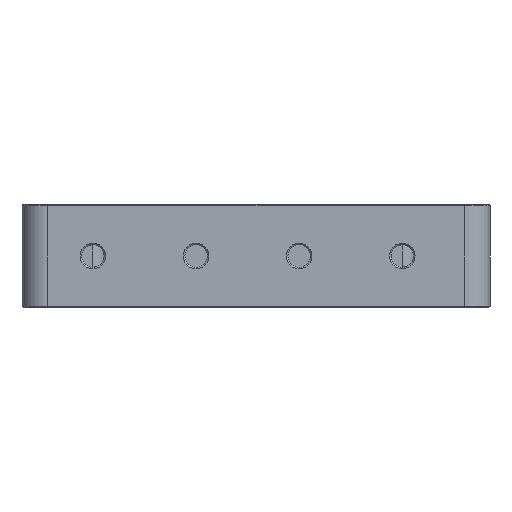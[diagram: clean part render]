
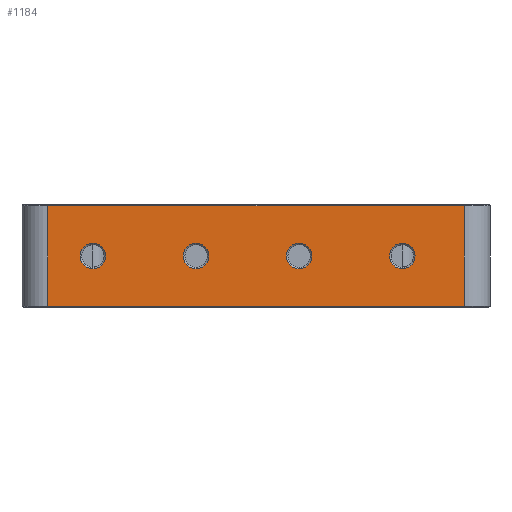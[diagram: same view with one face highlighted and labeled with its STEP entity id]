
A CAD part, front view. The second image highlights one B-rep face of the part: STEP entity #1184.
In plain terms, the highlighted planar face has unit normal (0, -1, 0).
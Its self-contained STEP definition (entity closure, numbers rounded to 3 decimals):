
#2 = CIRCLE ( 'NONE', #3443, 2.475 ) ;
#20 = VERTEX_POINT ( 'NONE', #5189 ) ;
#151 = ORIENTED_EDGE ( 'NONE', *, *, #2012, .T. ) ;
#240 = CARTESIAN_POINT ( 'NONE',  ( 40.375, -42.55, 19.9 ) ) ;
#355 = VERTEX_POINT ( 'NONE', #1865 ) ;
#404 = VECTOR ( 'NONE', #5272, 1000. ) ;
#419 = EDGE_LOOP ( 'NONE', ( #2076, #151 ) ) ;
#491 = CIRCLE ( 'NONE', #729, 2.475 ) ;
#633 = VERTEX_POINT ( 'NONE', #4687 ) ;
#645 = CIRCLE ( 'NONE', #3842, 2.475 ) ;
#670 = CIRCLE ( 'NONE', #2852, 2.475 ) ;
#699 = VERTEX_POINT ( 'NONE', #2237 ) ;
#714 = CARTESIAN_POINT ( 'NONE',  ( 8.375, -42.55, 9.95 ) ) ;
#729 = AXIS2_PLACEMENT_3D ( 'NONE', #2270, #3947, #3889 ) ;
#733 = CARTESIAN_POINT ( 'NONE',  ( -11.625, -42.55, 9.95 ) ) ;
#781 = CIRCLE ( 'NONE', #3031, 2.475 ) ;
#1033 = ORIENTED_EDGE ( 'NONE', *, *, #4444, .T. ) ;
#1050 = EDGE_LOOP ( 'NONE', ( #2567, #1463 ) ) ;
#1068 = DIRECTION ( 'NONE',  ( 1., 0., 0. ) ) ;
#1072 = FACE_BOUND ( 'NONE', #419, .T. ) ;
#1103 = EDGE_LOOP ( 'NONE', ( #2410, #3301 ) ) ;
#1184 = ADVANCED_FACE ( 'NONE', ( #3885, #1072, #4439, #3560, #2312 ), #1757, .F. ) ;
#1192 = DIRECTION ( 'NONE',  ( 0., 0., 1. ) ) ;
#1233 = DIRECTION ( 'NONE',  ( 0., 1., 0. ) ) ;
#1265 = EDGE_CURVE ( 'NONE', #3306, #2661, #491, .T. ) ;
#1293 = AXIS2_PLACEMENT_3D ( 'NONE', #4698, #4713, #2569 ) ;
#1317 = EDGE_CURVE ( 'NONE', #2661, #3306, #5403, .T. ) ;
#1404 = LINE ( 'NONE', #240, #4377 ) ;
#1417 = VERTEX_POINT ( 'NONE', #5250 ) ;
#1445 = CARTESIAN_POINT ( 'NONE',  ( -45.375, -42.55, 0.2 ) ) ;
#1463 = ORIENTED_EDGE ( 'NONE', *, *, #1317, .T. ) ;
#1757 = PLANE ( 'NONE',  #1293 ) ;
#1772 = ORIENTED_EDGE ( 'NONE', *, *, #4918, .T. ) ;
#1781 = VECTOR ( 'NONE', #1068, 1000. ) ;
#1790 = CARTESIAN_POINT ( 'NONE',  ( -40.375, -42.55, 19.7 ) ) ;
#1810 = CARTESIAN_POINT ( 'NONE',  ( 8.375, -42.55, 9.95 ) ) ;
#1865 = CARTESIAN_POINT ( 'NONE',  ( -40.375, -42.55, 19.7 ) ) ;
#2012 = EDGE_CURVE ( 'NONE', #4887, #699, #670, .T. ) ;
#2018 = DIRECTION ( 'NONE',  ( 0., 1., 0. ) ) ;
#2067 = ORIENTED_EDGE ( 'NONE', *, *, #3146, .T. ) ;
#2076 = ORIENTED_EDGE ( 'NONE', *, *, #4549, .T. ) ;
#2237 = CARTESIAN_POINT ( 'NONE',  ( 8.375, -42.55, 7.475 ) ) ;
#2270 = CARTESIAN_POINT ( 'NONE',  ( 28.375, -42.55, 9.95 ) ) ;
#2312 = FACE_OUTER_BOUND ( 'NONE', #4263, .T. ) ;
#2386 = ORIENTED_EDGE ( 'NONE', *, *, #4057, .T. ) ;
#2410 = ORIENTED_EDGE ( 'NONE', *, *, #4804, .T. ) ;
#2417 = DIRECTION ( 'NONE',  ( 0., 0., 1. ) ) ;
#2470 = CARTESIAN_POINT ( 'NONE',  ( 8.375, -42.55, 12.425 ) ) ;
#2475 = CIRCLE ( 'NONE', #3092, 2.475 ) ;
#2544 = VECTOR ( 'NONE', #4745, 1000. ) ;
#2567 = ORIENTED_EDGE ( 'NONE', *, *, #1265, .T. ) ;
#2569 = DIRECTION ( 'NONE',  ( 0., 0., 1. ) ) ;
#2661 = VERTEX_POINT ( 'NONE', #5024 ) ;
#2767 = LINE ( 'NONE', #4011, #404 ) ;
#2802 = ORIENTED_EDGE ( 'NONE', *, *, #4712, .T. ) ;
#2852 = AXIS2_PLACEMENT_3D ( 'NONE', #1810, #4388, #3556 ) ;
#2957 = DIRECTION ( 'NONE',  ( 0., 0., 1. ) ) ;
#3031 = AXIS2_PLACEMENT_3D ( 'NONE', #3290, #2018, #3243 ) ;
#3092 = AXIS2_PLACEMENT_3D ( 'NONE', #4258, #4670, #2957 ) ;
#3146 = EDGE_CURVE ( 'NONE', #3352, #20, #5146, .T. ) ;
#3156 = VERTEX_POINT ( 'NONE', #3554 ) ;
#3243 = DIRECTION ( 'NONE',  ( 0., 0., 1. ) ) ;
#3267 = LINE ( 'NONE', #1790, #2544 ) ;
#3290 = CARTESIAN_POINT ( 'NONE',  ( -31.625, -42.55, 9.95 ) ) ;
#3301 = ORIENTED_EDGE ( 'NONE', *, *, #5133, .T. ) ;
#3306 = VERTEX_POINT ( 'NONE', #4040 ) ;
#3352 = VERTEX_POINT ( 'NONE', #4156 ) ;
#3390 = VERTEX_POINT ( 'NONE', #3946 ) ;
#3443 = AXIS2_PLACEMENT_3D ( 'NONE', #714, #4102, #4939 ) ;
#3554 = CARTESIAN_POINT ( 'NONE',  ( -31.625, -42.55, 7.475 ) ) ;
#3556 = DIRECTION ( 'NONE',  ( 0., 0., 1. ) ) ;
#3560 = FACE_BOUND ( 'NONE', #4065, .T. ) ;
#3636 = AXIS2_PLACEMENT_3D ( 'NONE', #733, #4526, #2417 ) ;
#3702 = CARTESIAN_POINT ( 'NONE',  ( -31.625, -42.55, 9.95 ) ) ;
#3842 = AXIS2_PLACEMENT_3D ( 'NONE', #3702, #1233, #1192 ) ;
#3849 = CARTESIAN_POINT ( 'NONE',  ( 40.375, -42.55, 19.7 ) ) ;
#3885 = FACE_BOUND ( 'NONE', #1050, .T. ) ;
#3889 = DIRECTION ( 'NONE',  ( 0., 0., 1. ) ) ;
#3922 = VERTEX_POINT ( 'NONE', #3849 ) ;
#3946 = CARTESIAN_POINT ( 'NONE',  ( -11.625, -42.55, 7.475 ) ) ;
#3947 = DIRECTION ( 'NONE',  ( 0., 1., 0. ) ) ;
#4011 = CARTESIAN_POINT ( 'NONE',  ( -40.375, -42.55, 19.9 ) ) ;
#4040 = CARTESIAN_POINT ( 'NONE',  ( 28.375, -42.55, 7.475 ) ) ;
#4057 = EDGE_CURVE ( 'NONE', #355, #3352, #2767, .T. ) ;
#4065 = EDGE_LOOP ( 'NONE', ( #1772, #1033 ) ) ;
#4102 = DIRECTION ( 'NONE',  ( 0., 1., 0. ) ) ;
#4156 = CARTESIAN_POINT ( 'NONE',  ( -40.375, -42.55, 0.2 ) ) ;
#4258 = CARTESIAN_POINT ( 'NONE',  ( -11.625, -42.55, 9.95 ) ) ;
#4263 = EDGE_LOOP ( 'NONE', ( #2386, #2067, #4889, #2802 ) ) ;
#4377 = VECTOR ( 'NONE', #4440, 1000. ) ;
#4388 = DIRECTION ( 'NONE',  ( 0., 1., 0. ) ) ;
#4406 = AXIS2_PLACEMENT_3D ( 'NONE', #4729, #4780, #4798 ) ;
#4439 = FACE_BOUND ( 'NONE', #1103, .T. ) ;
#4440 = DIRECTION ( 'NONE',  ( 0., 0., 1. ) ) ;
#4444 = EDGE_CURVE ( 'NONE', #1417, #3156, #781, .T. ) ;
#4526 = DIRECTION ( 'NONE',  ( 0., 1., 0. ) ) ;
#4549 = EDGE_CURVE ( 'NONE', #699, #4887, #2, .T. ) ;
#4670 = DIRECTION ( 'NONE',  ( 0., 1., 0. ) ) ;
#4687 = CARTESIAN_POINT ( 'NONE',  ( -11.625, -42.55, 12.425 ) ) ;
#4698 = CARTESIAN_POINT ( 'NONE',  ( -45.375, -42.55, 19.9 ) ) ;
#4712 = EDGE_CURVE ( 'NONE', #3922, #355, #3267, .T. ) ;
#4713 = DIRECTION ( 'NONE',  ( 0., 1., 0. ) ) ;
#4729 = CARTESIAN_POINT ( 'NONE',  ( 28.375, -42.55, 9.95 ) ) ;
#4745 = DIRECTION ( 'NONE',  ( -1., 0., 0. ) ) ;
#4780 = DIRECTION ( 'NONE',  ( 0., 1., 0. ) ) ;
#4798 = DIRECTION ( 'NONE',  ( 0., 0., 1. ) ) ;
#4804 = EDGE_CURVE ( 'NONE', #3390, #633, #2475, .T. ) ;
#4887 = VERTEX_POINT ( 'NONE', #2470 ) ;
#4889 = ORIENTED_EDGE ( 'NONE', *, *, #5428, .T. ) ;
#4918 = EDGE_CURVE ( 'NONE', #3156, #1417, #645, .T. ) ;
#4939 = DIRECTION ( 'NONE',  ( 0., 0., 1. ) ) ;
#5024 = CARTESIAN_POINT ( 'NONE',  ( 28.375, -42.55, 12.425 ) ) ;
#5068 = CIRCLE ( 'NONE', #3636, 2.475 ) ;
#5133 = EDGE_CURVE ( 'NONE', #633, #3390, #5068, .T. ) ;
#5146 = LINE ( 'NONE', #1445, #1781 ) ;
#5189 = CARTESIAN_POINT ( 'NONE',  ( 40.375, -42.55, 0.2 ) ) ;
#5250 = CARTESIAN_POINT ( 'NONE',  ( -31.625, -42.55, 12.425 ) ) ;
#5272 = DIRECTION ( 'NONE',  ( 0., 0., -1. ) ) ;
#5403 = CIRCLE ( 'NONE', #4406, 2.475 ) ;
#5428 = EDGE_CURVE ( 'NONE', #20, #3922, #1404, .T. ) ;
